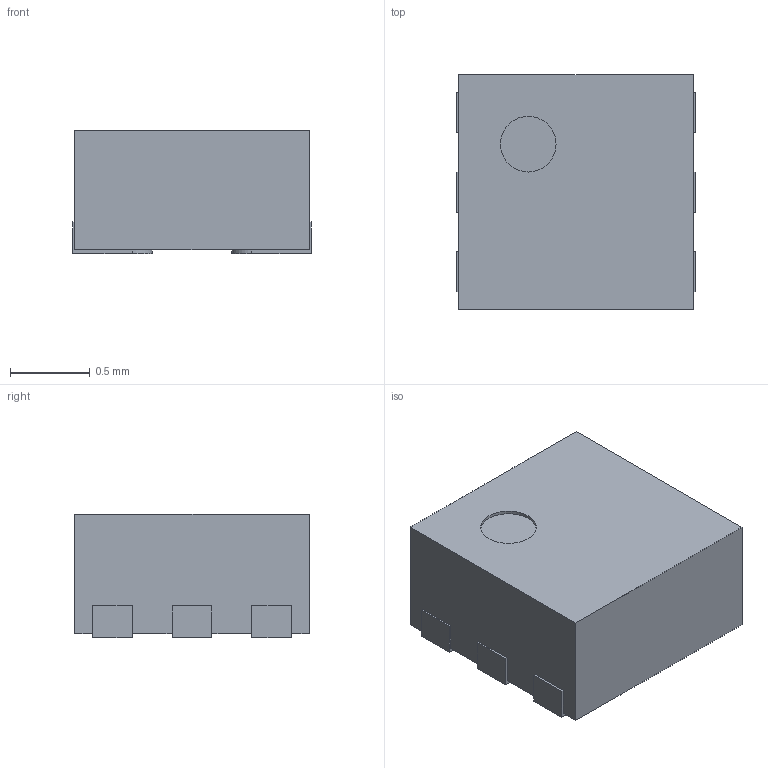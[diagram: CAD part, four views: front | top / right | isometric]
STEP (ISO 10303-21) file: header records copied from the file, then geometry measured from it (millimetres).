
FILE_DESCRIPTION(('FreeCAD Model'),'2;1');
FILE_NAME('dfn6_15x15_p050.step', '2016-11-18T16:20:28',('Author'),(''), 'Open CASCADE STEP processor 6.8','FreeCAD','Unknown');
FILE_SCHEMA(('AUTOMOTIVE_DESIGN_CC2 { 1 2 10303 214 -1 1 5 4 }'));
Length unit declared in the file: millimetre
Products named in the file (2): ASSEMBLY; dfn6_15x15_p050
Assembly tree (1 placements, depth 2):
  ASSEMBLY
    dfn6_15x15_p050
Bounding box: 1.5 x 1.48 x 0.78 mm (x, y, z)
Volume: 1.7 mm3; surface area: 9.1 mm2
Topology: 1 solids, 1 shells, 44 faces, 123 edges, 82 vertices
Faces by surface type: plane 37, cylinder 7
Full cylindrical faces by diameter (mm): 0.35 x1
Entity records: 3345 total; most frequent: CARTESIAN_POINT 599, DIRECTION 433, LINE 311, VECTOR 311, ORIENTED_EDGE 246, PCURVE 246, DEFINITIONAL_REPRESENTATION 246, EDGE_CURVE 123
